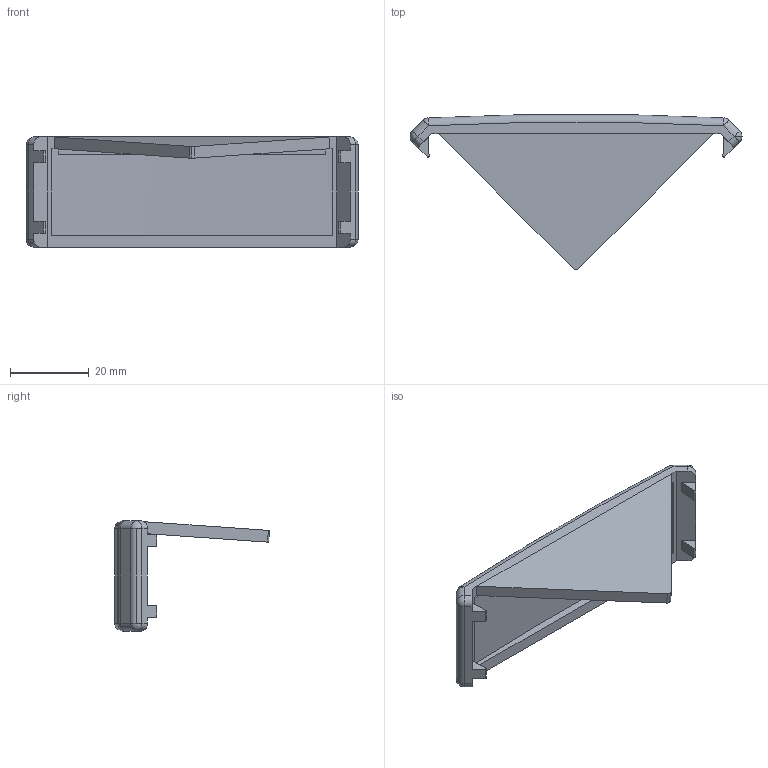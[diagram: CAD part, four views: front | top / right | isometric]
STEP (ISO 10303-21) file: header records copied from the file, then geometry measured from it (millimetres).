
FILE_DESCRIPTION((''),'2;1');
FILE_NAME('11163_POKROV_KOTNIKA_30X60','2022-09-16T14:34:12',('PredragRovcanin'),('Audax d.o.o.'),'CREO PARAMETRIC BY PTC INC, 2020281','CREO PARAMETRIC BY PTC INC, 2020281','');
FILE_SCHEMA(('AUTOMOTIVE_DESIGN { 1 0 10303 214 1 1 1 1 }'));
Length unit declared in the file: millimetre
Products named in the file (1): 11163_POKROV_KOTNIKA_30X60
Bounding box: 84.43 x 39.39 x 28 mm (x, y, z)
Volume: 11820 mm3; surface area: 8789.2 mm2
Topology: 1 solids, 1 shells, 70 faces, 186 edges, 110 vertices
Faces by surface type: plane 34, cylinder 24, sphere 10, torus 2
Entity records: 3103 total; most frequent: DIRECTION 380, CARTESIAN_POINT 377, ORIENTED_EDGE 356, COLOUR_RGB 320, PRESENTATION_STYLE_ASSIGNMENT 180, STYLED_ITEM 180, CURVE_STYLE 179, EDGE_CURVE 178
